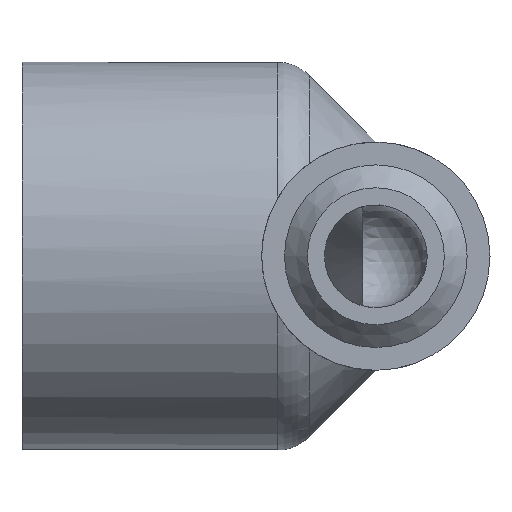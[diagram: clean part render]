
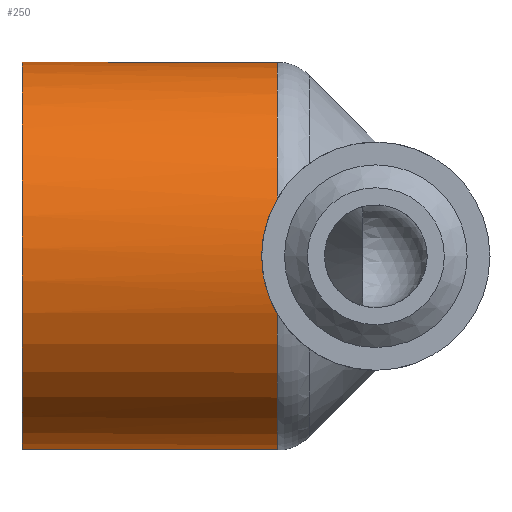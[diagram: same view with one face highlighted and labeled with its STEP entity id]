
A CAD part, front view. The second image highlights one B-rep face of the part: STEP entity #250.
In plain terms, the highlighted cylindrical face has radius 8.5 mm (diameter 17 mm), a full revolution.
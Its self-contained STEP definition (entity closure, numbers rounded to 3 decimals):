
#118=CARTESIAN_POINT('',(-15.5,16.9,8.5));
#119=VERTEX_POINT('',#118);
#120=CARTESIAN_POINT('',(-15.5,16.9,0.0));
#121=DIRECTION('',(1.0,0.0,0.0));
#122=DIRECTION('',(0.0,0.0,-1.0));
#123=AXIS2_PLACEMENT_3D('',#120,#121,#122);
#124=CIRCLE('',#123,8.5);
#125=EDGE_CURVE('',#119,#119,#124,.T.);
#175=CARTESIAN_POINT('',(-4.328,8.777,-2.503));
#176=VERTEX_POINT('',#175);
#188=CARTESIAN_POINT('',(-4.328,8.777,2.503));
#189=VERTEX_POINT('',#188);
#190=CARTESIAN_POINT('',(-4.328,16.9,0.0));
#191=DIRECTION('',(1.0,0.0,0.0));
#192=DIRECTION('',(0.0,1.0,0.0));
#193=AXIS2_PLACEMENT_3D('',#190,#191,#192);
#194=CIRCLE('',#193,8.5);
#195=EDGE_CURVE('',#176,#189,#194,.T.);
#220=CARTESIAN_POINT('',(-15.5,16.9,0.0));
#221=DIRECTION('',(1.0,0.,0.0));
#222=DIRECTION('',(0.0,0.0,-1.0));
#223=AXIS2_PLACEMENT_3D('',#220,#221,#222);
#224=CYLINDRICAL_SURFACE('',#223,8.5);
#225=ORIENTED_EDGE('',*,*,#125,.T.);
#226=EDGE_LOOP('',(#225));
#227=FACE_OUTER_BOUND('',#226,.T.);
#228=ORIENTED_EDGE('',*,*,#195,.F.);
#229=CARTESIAN_POINT('',(-4.328,8.777,2.503));
#230=CARTESIAN_POINT('',(-4.605,8.63,2.025));
#231=CARTESIAN_POINT('',(-4.806,8.513,1.488));
#232=CARTESIAN_POINT('',(-4.911,8.452,0.939));
#233=CARTESIAN_POINT('',(-4.969,8.418,0.635));
#234=CARTESIAN_POINT('',(-4.998,8.401,0.328));
#235=CARTESIAN_POINT('',(-5.,8.4,0.028));
#236=CARTESIAN_POINT('',(-5.001,8.399,-0.233));
#237=CARTESIAN_POINT('',(-4.982,8.41,-0.497));
#238=CARTESIAN_POINT('',(-4.942,8.434,-0.761));
#239=CARTESIAN_POINT('',(-4.856,8.484,-1.319));
#240=CARTESIAN_POINT('',(-4.671,8.592,-1.871));
#241=CARTESIAN_POINT('',(-4.405,8.736,-2.366));
#242=CARTESIAN_POINT('',(-4.38,8.749,-2.412));
#243=CARTESIAN_POINT('',(-4.355,8.763,-2.458));
#244=CARTESIAN_POINT('',(-4.328,8.777,-2.503));
#245=B_SPLINE_CURVE_WITH_KNOTS('',3,(#229,#230,#231,#232,#233,#234,#235,#236,#237,#238,#239,#240,#241,#242,#243,#244),.UNSPECIFIED.,.F.,.U.,(4,3,3,3,3,4),(0.521,0.683,0.773,0.851,1.016,1.031),.UNSPECIFIED.);
#246=EDGE_CURVE('',#189,#176,#245,.T.);
#247=ORIENTED_EDGE('',*,*,#246,.F.);
#248=EDGE_LOOP('',(#228,#247));
#249=FACE_BOUND('',#248,.T.);
#250=ADVANCED_FACE('',(#227,#249),#224,.T.);
